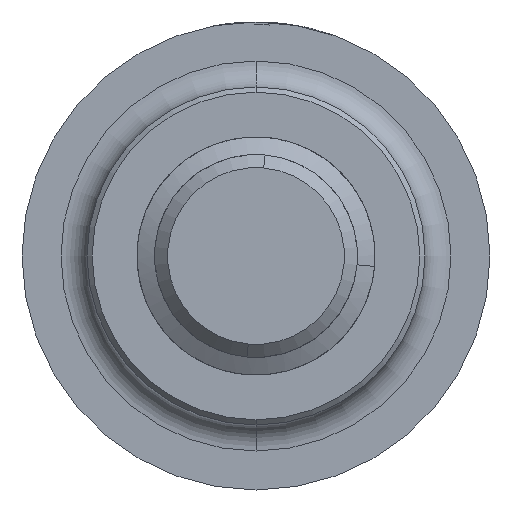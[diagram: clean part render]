
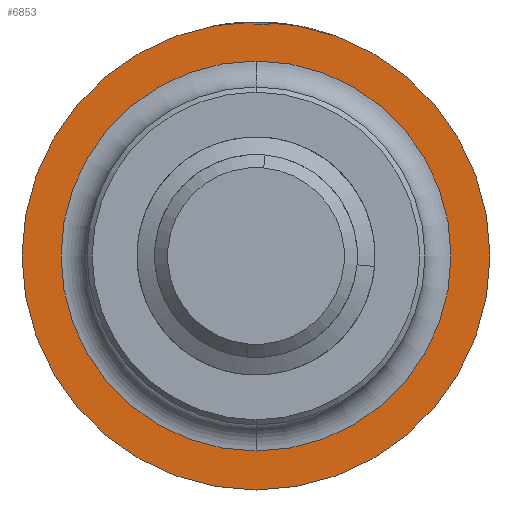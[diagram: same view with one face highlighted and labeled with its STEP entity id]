
A CAD part, front view. The second image highlights one B-rep face of the part: STEP entity #6853.
In plain terms, the highlighted planar face has unit normal (0, -1, 0).
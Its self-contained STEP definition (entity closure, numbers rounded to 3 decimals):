
#55 = DIRECTION ( 'NONE',  ( 0., 0., -1. ) ) ;
#98 = CIRCLE ( 'NONE', #1374, 9. ) ;
#445 = ORIENTED_EDGE ( 'NONE', *, *, #4268, .T. ) ;
#646 = ORIENTED_EDGE ( 'NONE', *, *, #2056, .F. ) ;
#812 = DIRECTION ( 'NONE',  ( 0., -1., 0. ) ) ;
#820 = DIRECTION ( 'NONE',  ( 0., -1., 0. ) ) ;
#899 = CARTESIAN_POINT ( 'NONE',  ( 0., 12.42, 9. ) ) ;
#1374 = AXIS2_PLACEMENT_3D ( 'NONE', #5702, #820, #5164 ) ;
#1490 = CIRCLE ( 'NONE', #4013, 9. ) ;
#1779 = DIRECTION ( 'NONE',  ( 0., 0., -1. ) ) ;
#1822 = PLANE ( 'NONE',  #2317 ) ;
#2056 = EDGE_CURVE ( 'NONE', #6257, #4251, #2092, .T. ) ;
#2092 = CIRCLE ( 'NONE', #5567, 7.5 ) ;
#2099 = EDGE_CURVE ( 'NONE', #4251, #6257, #3709, .T. ) ;
#2196 = EDGE_LOOP ( 'NONE', ( #445, #3272 ) ) ;
#2317 = AXIS2_PLACEMENT_3D ( 'NONE', #2356, #2870, #1779 ) ;
#2356 = CARTESIAN_POINT ( 'NONE',  ( 7.5, 12.42, 0. ) ) ;
#2870 = DIRECTION ( 'NONE',  ( 0., -1., 0. ) ) ;
#2958 = CARTESIAN_POINT ( 'NONE',  ( 0., 12.42, -9. ) ) ;
#3223 = CARTESIAN_POINT ( 'NONE',  ( 0., 12.42, 0. ) ) ;
#3272 = ORIENTED_EDGE ( 'NONE', *, *, #5626, .T. ) ;
#3468 = CARTESIAN_POINT ( 'NONE',  ( 0., 12.42, -7.5 ) ) ;
#3513 = ORIENTED_EDGE ( 'NONE', *, *, #2099, .F. ) ;
#3709 = CIRCLE ( 'NONE', #5907, 7.5 ) ;
#3939 = EDGE_LOOP ( 'NONE', ( #646, #3513 ) ) ;
#4013 = AXIS2_PLACEMENT_3D ( 'NONE', #4758, #6404, #55 ) ;
#4024 = CARTESIAN_POINT ( 'NONE',  ( 0., 12.42, 0. ) ) ;
#4241 = DIRECTION ( 'NONE',  ( 0., -1., 0. ) ) ;
#4251 = VERTEX_POINT ( 'NONE', #4656 ) ;
#4268 = EDGE_CURVE ( 'NONE', #5995, #6522, #98, .T. ) ;
#4563 = DIRECTION ( 'NONE',  ( 0., 0., -1. ) ) ;
#4656 = CARTESIAN_POINT ( 'NONE',  ( 0., 12.42, 7.5 ) ) ;
#4758 = CARTESIAN_POINT ( 'NONE',  ( 0., 12.42, 0. ) ) ;
#4840 = DIRECTION ( 'NONE',  ( 0., 0., -1. ) ) ;
#5164 = DIRECTION ( 'NONE',  ( 0., 0., -1. ) ) ;
#5358 = FACE_BOUND ( 'NONE', #3939, .T. ) ;
#5567 = AXIS2_PLACEMENT_3D ( 'NONE', #4024, #812, #4563 ) ;
#5626 = EDGE_CURVE ( 'NONE', #6522, #5995, #1490, .T. ) ;
#5702 = CARTESIAN_POINT ( 'NONE',  ( 0., 12.42, 0. ) ) ;
#5907 = AXIS2_PLACEMENT_3D ( 'NONE', #3223, #4241, #4840 ) ;
#5995 = VERTEX_POINT ( 'NONE', #2958 ) ;
#6028 = FACE_OUTER_BOUND ( 'NONE', #2196, .T. ) ;
#6257 = VERTEX_POINT ( 'NONE', #3468 ) ;
#6404 = DIRECTION ( 'NONE',  ( 0., -1., 0. ) ) ;
#6522 = VERTEX_POINT ( 'NONE', #899 ) ;
#6853 = ADVANCED_FACE ( 'NONE', ( #6028, #5358 ), #1822, .T. ) ;
